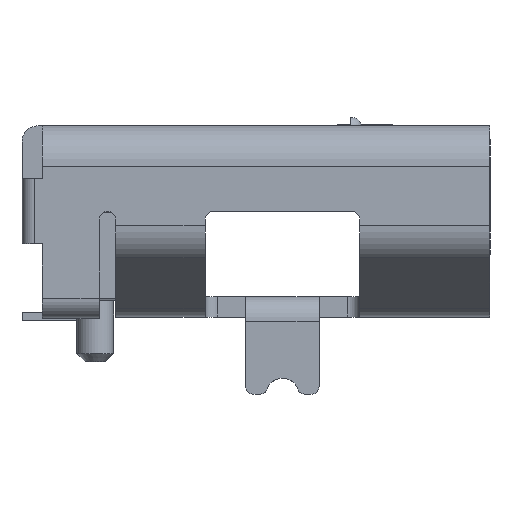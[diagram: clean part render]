
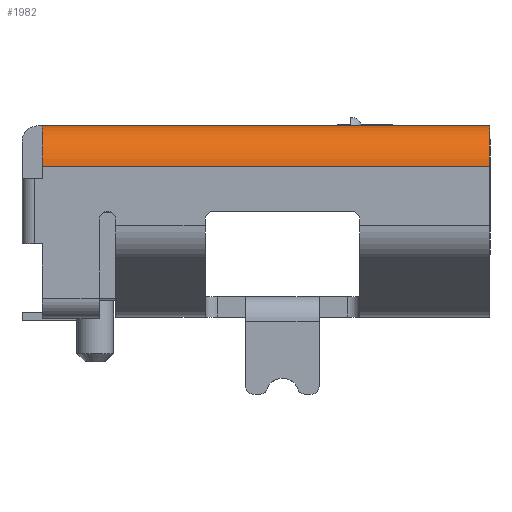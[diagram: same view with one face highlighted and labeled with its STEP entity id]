
A CAD part, left-side view. The second image highlights one B-rep face of the part: STEP entity #1982.
In plain terms, the highlighted cylindrical face has radius 0.5 mm (diameter 1 mm), a partial arc.
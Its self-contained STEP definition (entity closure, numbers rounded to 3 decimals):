
#102 = CARTESIAN_POINT ( 'NONE',  ( -3.2, 2.695, 1.85 ) ) ;
#1424 = EDGE_LOOP ( 'NONE', ( #21811, #19333, #13667, #20096 ) ) ;
#1982 = ADVANCED_FACE ( 'NONE', ( #15860 ), #9825, .T. ) ;
#3224 = VERTEX_POINT ( 'NONE', #22582 ) ;
#3712 = DIRECTION ( 'NONE',  ( 0., -1., 0. ) ) ;
#5921 = CARTESIAN_POINT ( 'NONE',  ( -3.2, 7.695, 1.85 ) ) ;
#6077 = AXIS2_PLACEMENT_3D ( 'NONE', #16272, #14226, #12439 ) ;
#7722 = DIRECTION ( 'NONE',  ( 0., 0., -1. ) ) ;
#8621 = LINE ( 'NONE', #16482, #10809 ) ;
#8733 = VERTEX_POINT ( 'NONE', #22309 ) ;
#8989 = EDGE_CURVE ( 'NONE', #24273, #3224, #8621, .T. ) ;
#9130 = CARTESIAN_POINT ( 'NONE',  ( -3.2, 2.695, 2.35 ) ) ;
#9825 = CYLINDRICAL_SURFACE ( 'NONE', #24652, 0.5 ) ;
#10207 = DIRECTION ( 'NONE',  ( 0., -1., 0. ) ) ;
#10333 = CARTESIAN_POINT ( 'NONE',  ( -3.7, 7.695, 1.85 ) ) ;
#10809 = VECTOR ( 'NONE', #23953, 1000. ) ;
#11202 = EDGE_CURVE ( 'NONE', #8733, #23389, #22031, .T. ) ;
#11637 = DIRECTION ( 'NONE',  ( 0., 1., 0. ) ) ;
#12439 = DIRECTION ( 'NONE',  ( 1., 0., 0. ) ) ;
#13667 = ORIENTED_EDGE ( 'NONE', *, *, #21911, .F. ) ;
#14226 = DIRECTION ( 'NONE',  ( 0., -1., 0. ) ) ;
#15860 = FACE_OUTER_BOUND ( 'NONE', #1424, .T. ) ;
#16272 = CARTESIAN_POINT ( 'NONE',  ( -3.2, -2.805, 1.85 ) ) ;
#16482 = CARTESIAN_POINT ( 'NONE',  ( -3.2, 7.695, 2.35 ) ) ;
#17058 = AXIS2_PLACEMENT_3D ( 'NONE', #102, #11637, #7722 ) ;
#18685 = CARTESIAN_POINT ( 'NONE',  ( -3.7, -2.805, 1.85 ) ) ;
#19333 = ORIENTED_EDGE ( 'NONE', *, *, #11202, .T. ) ;
#19751 = DIRECTION ( 'NONE',  ( 1., 0., 0. ) ) ;
#20096 = ORIENTED_EDGE ( 'NONE', *, *, #8989, .F. ) ;
#21811 = ORIENTED_EDGE ( 'NONE', *, *, #24061, .F. ) ;
#21911 = EDGE_CURVE ( 'NONE', #3224, #23389, #24577, .T. ) ;
#22031 = LINE ( 'NONE', #10333, #22394 ) ;
#22309 = CARTESIAN_POINT ( 'NONE',  ( -3.7, 2.695, 1.85 ) ) ;
#22394 = VECTOR ( 'NONE', #10207, 1000. ) ;
#22582 = CARTESIAN_POINT ( 'NONE',  ( -3.2, -2.805, 2.35 ) ) ;
#23389 = VERTEX_POINT ( 'NONE', #18685 ) ;
#23953 = DIRECTION ( 'NONE',  ( 0., -1., 0. ) ) ;
#24061 = EDGE_CURVE ( 'NONE', #8733, #24273, #24856, .T. ) ;
#24273 = VERTEX_POINT ( 'NONE', #9130 ) ;
#24577 = CIRCLE ( 'NONE', #6077, 0.5 ) ;
#24652 = AXIS2_PLACEMENT_3D ( 'NONE', #5921, #3712, #19751 ) ;
#24856 = CIRCLE ( 'NONE', #17058, 0.5 ) ;
